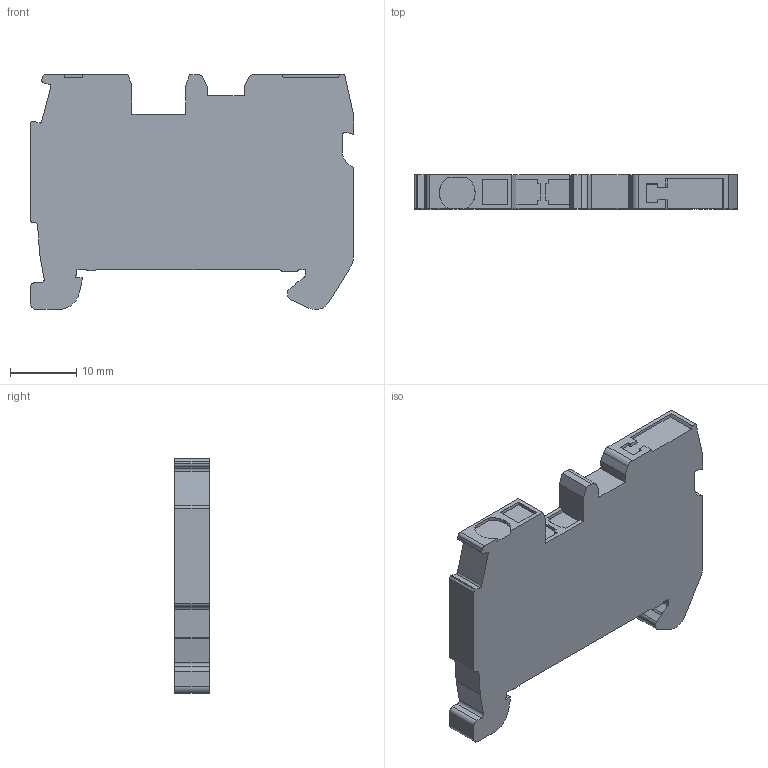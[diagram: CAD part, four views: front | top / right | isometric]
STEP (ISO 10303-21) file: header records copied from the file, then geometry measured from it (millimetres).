
FILE_DESCRIPTION((''),'2;1');
FILE_NAME('DST2_5-1P-PE-D','2018-09-28T',('Administrator'),(''),'PRO/ENGINEER BY PARAMETRIC TECHNOLOGY CORPORATION, 2008380','PRO/ENGINEER BY PARAMETRIC TECHNOLOGY CORPORATION, 2008380','');
FILE_SCHEMA(('CONFIG_CONTROL_DESIGN'));
Length unit declared in the file: millimetre
Products named in the file (1): DST2_5-1P-PE-D
Bounding box: 48.8 x 5.15 x 35.4 mm (x, y, z)
Volume: 7158.7 mm3; surface area: 3866 mm2
Topology: 1 solids, 1 shells, 122 faces, 359 edges, 240 vertices
Faces by surface type: plane 85, cylinder 37
Entity records: 4093 total; most frequent: CARTESIAN_POINT 721, ORIENTED_EDGE 718, DIRECTION 679, EDGE_CURVE 359, VECTOR 283, LINE 283, VERTEX_POINT 240, AXIS2_PLACEMENT_3D 198
